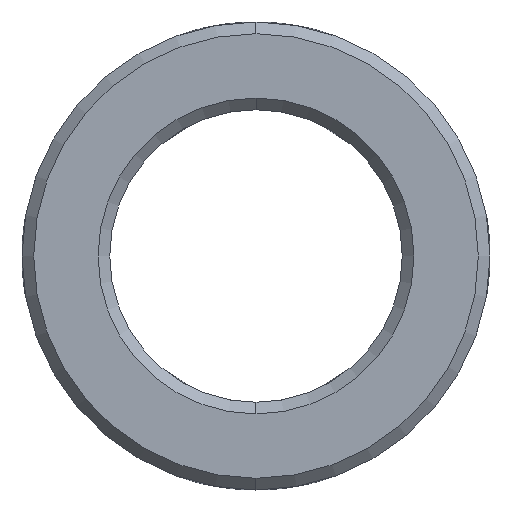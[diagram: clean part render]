
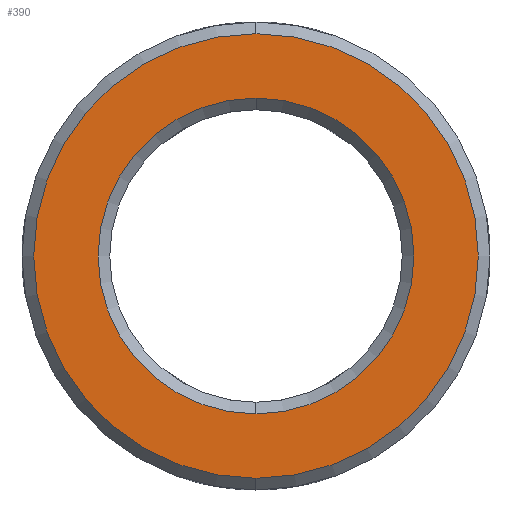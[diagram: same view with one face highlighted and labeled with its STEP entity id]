
A CAD part, left-side view. The second image highlights one B-rep face of the part: STEP entity #390.
In plain terms, the highlighted planar face has unit normal (-1, 0, 0).
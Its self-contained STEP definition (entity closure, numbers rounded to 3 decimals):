
#11 = ORIENTED_EDGE ( 'NONE', *, *, #1214, .F. ) ;
#54 = ORIENTED_EDGE ( 'NONE', *, *, #633, .T. ) ;
#131 = CARTESIAN_POINT ( 'NONE',  ( 0., 0., -27. ) ) ;
#139 = CARTESIAN_POINT ( 'NONE',  ( 0., 0., 27. ) ) ;
#201 = CARTESIAN_POINT ( 'NONE',  ( 0., 0., 0. ) ) ;
#202 = DIRECTION ( 'NONE',  ( -1., 0., 0. ) ) ;
#248 = EDGE_LOOP ( 'NONE', ( #540, #11 ) ) ;
#269 = CARTESIAN_POINT ( 'NONE',  ( 0., 0., 38. ) ) ;
#328 = FACE_BOUND ( 'NONE', #248, .T. ) ;
#390 = ADVANCED_FACE ( 'NONE', ( #328, #804 ), #518, .F. ) ;
#415 = CARTESIAN_POINT ( 'NONE',  ( 0., 0., 0. ) ) ;
#440 = AXIS2_PLACEMENT_3D ( 'NONE', #415, #202, #511 ) ;
#505 = AXIS2_PLACEMENT_3D ( 'NONE', #848, #1063, #555 ) ;
#511 = DIRECTION ( 'NONE',  ( 0., 0., 1. ) ) ;
#518 = PLANE ( 'NONE',  #1190 ) ;
#540 = ORIENTED_EDGE ( 'NONE', *, *, #962, .F. ) ;
#552 = VERTEX_POINT ( 'NONE', #740 ) ;
#555 = DIRECTION ( 'NONE',  ( 0., 0., 1. ) ) ;
#562 = CIRCLE ( 'NONE', #1025, 38. ) ;
#633 = EDGE_CURVE ( 'NONE', #552, #672, #1002, .T. ) ;
#646 = CIRCLE ( 'NONE', #505, 27. ) ;
#672 = VERTEX_POINT ( 'NONE', #269 ) ;
#715 = DIRECTION ( 'NONE',  ( 0., 0., -1. ) ) ;
#738 = VERTEX_POINT ( 'NONE', #139 ) ;
#740 = CARTESIAN_POINT ( 'NONE',  ( 0., 0., -38. ) ) ;
#751 = DIRECTION ( 'NONE',  ( -1., 0., 0. ) ) ;
#784 = DIRECTION ( 'NONE',  ( -1., 0., 0. ) ) ;
#791 = DIRECTION ( 'NONE',  ( 0., 0., 1. ) ) ;
#798 = EDGE_LOOP ( 'NONE', ( #54, #901 ) ) ;
#804 = FACE_OUTER_BOUND ( 'NONE', #798, .T. ) ;
#848 = CARTESIAN_POINT ( 'NONE',  ( 0., 0., 0. ) ) ;
#880 = AXIS2_PLACEMENT_3D ( 'NONE', #201, #784, #791 ) ;
#893 = EDGE_CURVE ( 'NONE', #672, #552, #562, .T. ) ;
#901 = ORIENTED_EDGE ( 'NONE', *, *, #893, .T. ) ;
#946 = CARTESIAN_POINT ( 'NONE',  ( 0., 0., 0. ) ) ;
#962 = EDGE_CURVE ( 'NONE', #738, #1162, #1228, .T. ) ;
#1002 = CIRCLE ( 'NONE', #440, 38. ) ;
#1025 = AXIS2_PLACEMENT_3D ( 'NONE', #946, #751, #1150 ) ;
#1063 = DIRECTION ( 'NONE',  ( -1., 0., 0. ) ) ;
#1150 = DIRECTION ( 'NONE',  ( 0., 0., 1. ) ) ;
#1162 = VERTEX_POINT ( 'NONE', #131 ) ;
#1190 = AXIS2_PLACEMENT_3D ( 'NONE', #1197, #1203, #715 ) ;
#1197 = CARTESIAN_POINT ( 'NONE',  ( 0., 27., 0. ) ) ;
#1203 = DIRECTION ( 'NONE',  ( 1., 0., 0. ) ) ;
#1214 = EDGE_CURVE ( 'NONE', #1162, #738, #646, .T. ) ;
#1228 = CIRCLE ( 'NONE', #880, 27. ) ;
